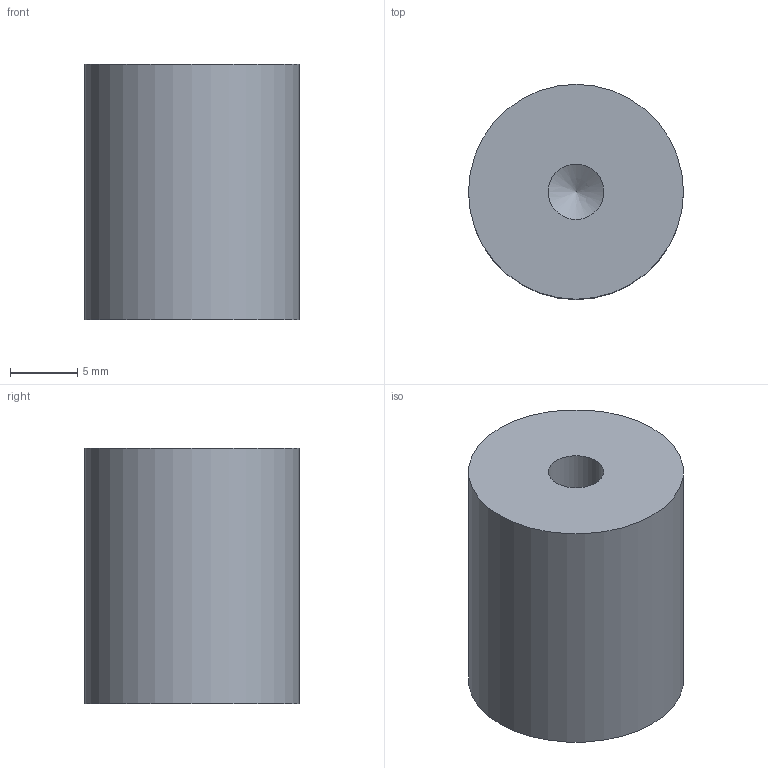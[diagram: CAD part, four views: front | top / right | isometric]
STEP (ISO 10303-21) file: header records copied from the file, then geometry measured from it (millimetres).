
FILE_DESCRIPTION((''),'2;1');
FILE_NAME('6080-139 FieldCageTerminationStandoff.stp','2008-02-21T14:55:27',('mds'),(''),'Autodesk Inventor 11','Autodesk Inventor 11','');
FILE_SCHEMA(('AUTOMOTIVE_DESIGN { 1 0 10303 214 1 1 1 1 }'));
Length unit declared in the file: millimetre
Products named in the file (1): 6080-139 FieldCageTerminationStandoff
Bounding box: 16 x 16 x 19 mm (x, y, z)
Volume: 3489.1 mm3; surface area: 1679.6 mm2
Topology: 1 solids, 1 shells, 11 faces, 21 edges, 14 vertices
Faces by surface type: plane 4, bspline 4, cylinder 3
Full cylindrical faces by diameter (mm): 9.78 x1, 13.6 x1, 16 x1
Entity records: 289 total; most frequent: CARTESIAN_POINT 100, DIRECTION 36, ORIENTED_EDGE 20, EDGE_LOOP 20, AXIS2_PLACEMENT_3D 18, FACE_OUTER_BOUND 11, ADVANCED_FACE 11, VERTEX_POINT 10
